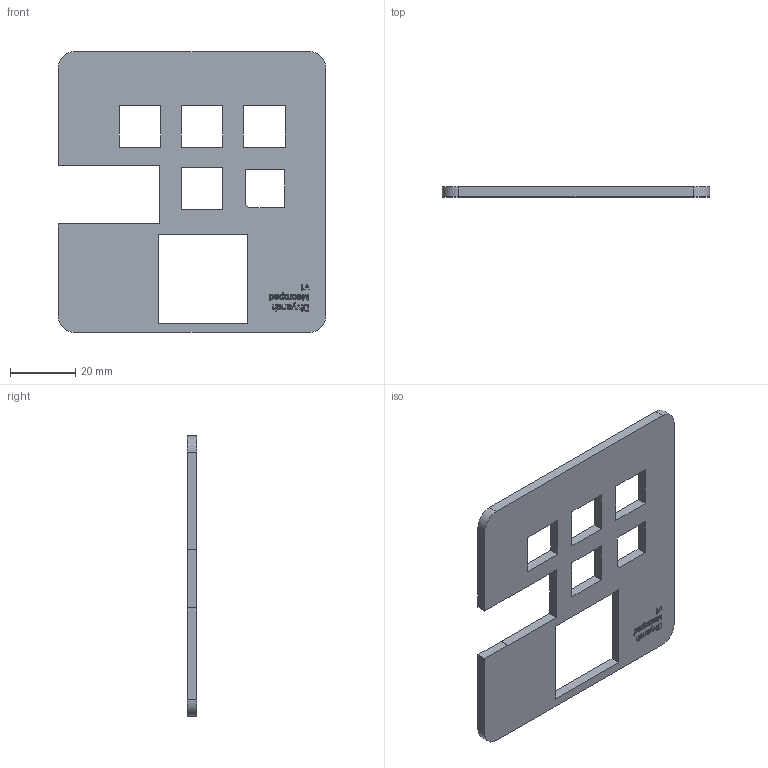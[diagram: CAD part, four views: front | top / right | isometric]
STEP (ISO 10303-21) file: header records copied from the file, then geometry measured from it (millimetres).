
FILE_DESCRIPTION(/* description */ ('','CAx-IF Rec.Pracs.---Representation and Presentation of Product Manufacturing Information (PMI)---4.0---2014-10-13'),/* implementation_level */ '2;1');
FILE_NAME(/* name */ 'Top.step',/* time_stamp */ '2025-02-14T12:12:03+05:30',/* author */ (''),/* organization */ (''),/* preprocessor_version */ 'ST-DEVELOPER v20',/* originating_system */ 'Autodesk Translation Framework v13.20.0.188',/* authorisation */ '');
FILE_SCHEMA (('AP242_MANAGED_MODEL_BASED_3D_ENGINEERING_MIM_LF { 1 0 10303 442 1 1 4 }'));
Length unit declared in the file: millimetre
Products named in the file (1): Macropad Top
Bounding box: 82 x 3 x 86 mm (x, y, z)
Volume: 14786 mm3; surface area: 12140.5 mm2
Topology: 1 solids, 1 shells, 508 faces, 1440 edges, 960 vertices
Faces by surface type: bspline 262, plane 242, cylinder 4
Entity records: 18809 total; most frequent: CARTESIAN_POINT 7363, ORIENTED_EDGE 2880, EDGE_CURVE 1440, DIRECTION 1418, VERTEX_POINT 960, LINE 908, VECTOR 908, EDGE_LOOP 546
